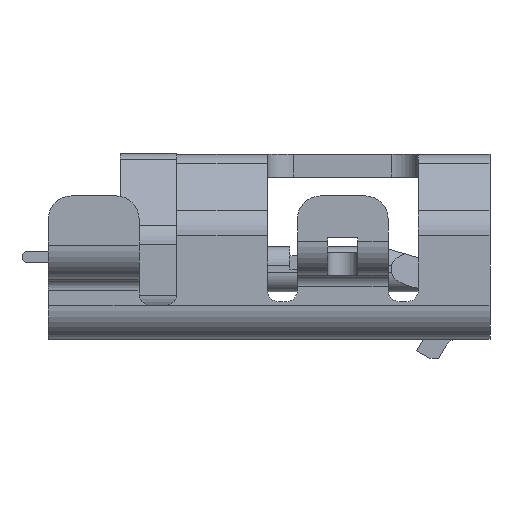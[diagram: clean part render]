
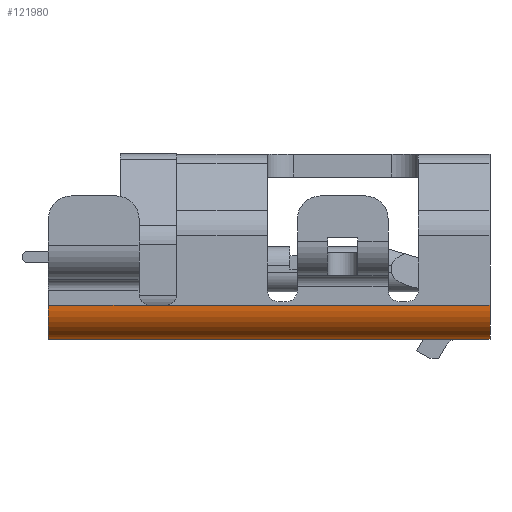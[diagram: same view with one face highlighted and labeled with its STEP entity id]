
A CAD part, front view. The second image highlights one B-rep face of the part: STEP entity #121980.
In plain terms, the highlighted cylindrical face has radius 0.45 mm (diameter 0.9 mm), a partial arc.
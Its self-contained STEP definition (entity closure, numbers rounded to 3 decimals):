
#111110=CARTESIAN_POINT('',(13.35,8.08,-1.215));
#111120=VERTEX_POINT('',#111110);
#111150=CARTESIAN_POINT('',(19.2,8.08,-1.215));
#111160=DIRECTION('',(-1.,0.,0.));
#111170=VECTOR('',#111160,5.85);
#111180=LINE('',#111150,#111170);
#111190=CARTESIAN_POINT('',(19.2,8.08,-1.215));
#111200=VERTEX_POINT('',#111190);
#111210=EDGE_CURVE('',#111200,#111120,#111180,.T.);
#118470=CARTESIAN_POINT('',(13.35,7.63,-0.765));
#118480=VERTEX_POINT('',#118470);
#118510=CARTESIAN_POINT('',(13.35,8.08,-0.765));
#118520=DIRECTION('',(1.,0.,0.));
#118530=DIRECTION('',(0.,-1.,0.));
#118540=AXIS2_PLACEMENT_3D('',#118510,#118520,#118530);
#118550=CIRCLE('',#118540,0.45);
#118560=EDGE_CURVE('',#118480,#111120,#118550,.T.);
#121660=CARTESIAN_POINT('',(19.2,8.08,-0.765));
#121670=DIRECTION('',(1.,0.,0.));
#121680=DIRECTION('',(0.,-1.,0.));
#121690=AXIS2_PLACEMENT_3D('',#121660,#121670,#121680);
#121700=CYLINDRICAL_SURFACE('',#121690,0.45);
#121710=CARTESIAN_POINT('',(19.2,7.63,-0.765));
#121720=DIRECTION('',(1.,0.,0.));
#121730=VECTOR('',#121720,1.);
#121740=LINE('',#121710,#121730);
#121750=CARTESIAN_POINT('',(14.7,7.63,-0.765));
#121760=VERTEX_POINT('',#121750);
#121770=CARTESIAN_POINT('',(14.9,7.63,-0.765));
#121780=VERTEX_POINT('',#121770);
#121790=EDGE_CURVE('',#121760,#121780,#121740,.T.);
#121800=ORIENTED_EDGE('',*,*,#121790,.F.);
#121810=CARTESIAN_POINT('',(19.2,7.63,-0.765));
#121820=VERTEX_POINT('',#121810);
#121830=EDGE_CURVE('',#121780,#121820,#121740,.T.);
#121840=ORIENTED_EDGE('',*,*,#121830,.F.);
#121850=CARTESIAN_POINT('',(19.2,8.08,-0.765));
#121860=DIRECTION('',(1.,0.,0.));
#121870=DIRECTION('',(0.,-1.,0.));
#121880=AXIS2_PLACEMENT_3D('',#121850,#121860,#121870);
#121890=CIRCLE('',#121880,0.45);
#121900=EDGE_CURVE('',#121820,#111200,#121890,.T.);
#121910=ORIENTED_EDGE('',*,*,#121900,.F.);
#121920=ORIENTED_EDGE('',*,*,#111210,.F.);
#121930=ORIENTED_EDGE('',*,*,#118560,.T.);
#121940=EDGE_CURVE('',#118480,#121760,#121740,.T.);
#121950=ORIENTED_EDGE('',*,*,#121940,.F.);
#121960=EDGE_LOOP('',(#121950,#121930,#121920,#121910,#121840,#121800));
#121970=FACE_OUTER_BOUND('',#121960,.T.);
#121980=ADVANCED_FACE('',(#121970),#121700,.T.);
